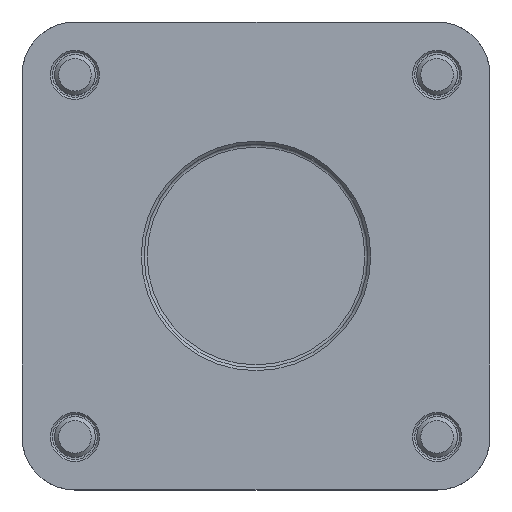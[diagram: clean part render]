
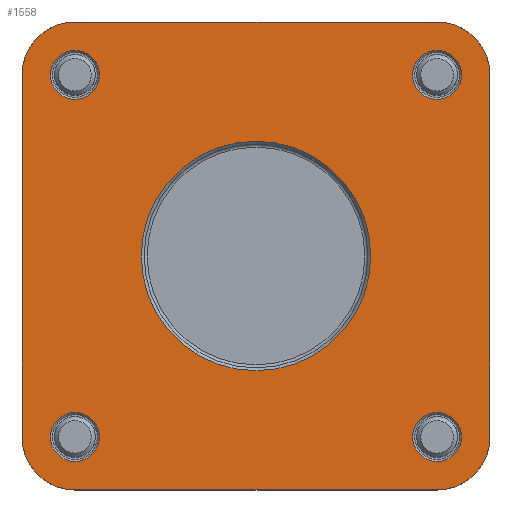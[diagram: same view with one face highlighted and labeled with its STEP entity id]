
A CAD part, top view. The second image highlights one B-rep face of the part: STEP entity #1558.
In plain terms, the highlighted planar face has unit normal (0, 0, 1).
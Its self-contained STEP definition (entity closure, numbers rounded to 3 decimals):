
#1424=CARTESIAN_POINT('',(50.5,44.5,14.));
#1425=VERTEX_POINT('',#1424);
#1426=CARTESIAN_POINT('',(44.5,44.5,14.));
#1427=DIRECTION('',(0.0,0.0,1.0));
#1428=DIRECTION('',(-1.0,0.0,0.0));
#1429=AXIS2_PLACEMENT_3D('',#1426,#1427,#1428);
#1430=CIRCLE('',#1429,6.);
#1431=EDGE_CURVE('',#1425,#1425,#1430,.T.);
#1436=CARTESIAN_POINT('',(0.,0.,14.));
#1437=DIRECTION('',(0.0,0.0,1.0));
#1438=DIRECTION('',(1.0,0.0,0.0));
#1439=AXIS2_PLACEMENT_3D('',#1436,#1437,#1438);
#1440=PLANE('',#1439);
#1441=CARTESIAN_POINT('',(-44.5,-57.5,14.));
#1442=VERTEX_POINT('',#1441);
#1443=CARTESIAN_POINT('',(-57.5,-44.5,14.));
#1444=VERTEX_POINT('',#1443);
#1445=CARTESIAN_POINT('',(-44.5,-44.5,14.));
#1446=DIRECTION('',(0.0,0.0,-1.));
#1447=DIRECTION('',(-0.707,-0.707,0.0));
#1448=AXIS2_PLACEMENT_3D('',#1445,#1446,#1447);
#1449=CIRCLE('',#1448,13.0);
#1450=EDGE_CURVE('',#1442,#1444,#1449,.T.);
#1451=ORIENTED_EDGE('',*,*,#1450,.F.);
#1452=CARTESIAN_POINT('',(44.5,-57.5,14.));
#1453=VERTEX_POINT('',#1452);
#1454=CARTESIAN_POINT('',(44.5,-57.5,14.));
#1455=DIRECTION('',(-1.0,0.0,0.0));
#1456=VECTOR('',#1455,89.);
#1457=LINE('',#1454,#1456);
#1458=EDGE_CURVE('',#1453,#1442,#1457,.T.);
#1459=ORIENTED_EDGE('',*,*,#1458,.F.);
#1460=CARTESIAN_POINT('',(57.5,-44.5,14.));
#1461=VERTEX_POINT('',#1460);
#1462=CARTESIAN_POINT('',(44.5,-44.5,14.));
#1463=DIRECTION('',(0.0,0.0,-1.));
#1464=DIRECTION('',(0.707,-0.707,0.0));
#1465=AXIS2_PLACEMENT_3D('',#1462,#1463,#1464);
#1466=CIRCLE('',#1465,13.0);
#1467=EDGE_CURVE('',#1461,#1453,#1466,.T.);
#1468=ORIENTED_EDGE('',*,*,#1467,.F.);
#1469=CARTESIAN_POINT('',(57.5,44.5,14.));
#1470=VERTEX_POINT('',#1469);
#1471=CARTESIAN_POINT('',(57.5,44.5,14.));
#1472=DIRECTION('',(0.0,-1.0,0.0));
#1473=VECTOR('',#1472,89.0);
#1474=LINE('',#1471,#1473);
#1475=EDGE_CURVE('',#1470,#1461,#1474,.T.);
#1476=ORIENTED_EDGE('',*,*,#1475,.F.);
#1477=CARTESIAN_POINT('',(44.5,57.5,14.));
#1478=VERTEX_POINT('',#1477);
#1479=CARTESIAN_POINT('',(44.5,44.5,14.));
#1480=DIRECTION('',(0.0,0.0,-1.));
#1481=DIRECTION('',(0.707,0.707,0.0));
#1482=AXIS2_PLACEMENT_3D('',#1479,#1480,#1481);
#1483=CIRCLE('',#1482,13.0);
#1484=EDGE_CURVE('',#1478,#1470,#1483,.T.);
#1485=ORIENTED_EDGE('',*,*,#1484,.F.);
#1486=CARTESIAN_POINT('',(-44.5,57.5,14.));
#1487=VERTEX_POINT('',#1486);
#1488=CARTESIAN_POINT('',(-44.5,57.5,14.));
#1489=DIRECTION('',(1.0,0.0,0.0));
#1490=VECTOR('',#1489,89.0);
#1491=LINE('',#1488,#1490);
#1492=EDGE_CURVE('',#1487,#1478,#1491,.T.);
#1493=ORIENTED_EDGE('',*,*,#1492,.F.);
#1494=CARTESIAN_POINT('',(-57.5,44.5,14.));
#1495=VERTEX_POINT('',#1494);
#1496=CARTESIAN_POINT('',(-44.5,44.5,14.));
#1497=DIRECTION('',(0.0,0.0,-1.));
#1498=DIRECTION('',(-0.707,0.707,0.0));
#1499=AXIS2_PLACEMENT_3D('',#1496,#1497,#1498);
#1500=CIRCLE('',#1499,13.);
#1501=EDGE_CURVE('',#1495,#1487,#1500,.T.);
#1502=ORIENTED_EDGE('',*,*,#1501,.F.);
#1503=CARTESIAN_POINT('',(-57.5,-44.5,14.));
#1504=DIRECTION('',(0.0,1.0,0.0));
#1505=VECTOR('',#1504,89.0);
#1506=LINE('',#1503,#1505);
#1507=EDGE_CURVE('',#1444,#1495,#1506,.T.);
#1508=ORIENTED_EDGE('',*,*,#1507,.F.);
#1509=EDGE_LOOP('',(#1451,#1459,#1468,#1476,#1485,#1493,#1502,#1508));
#1510=FACE_OUTER_BOUND('',#1509,.T.);
#1511=CARTESIAN_POINT('',(-38.5,44.5,14.));
#1512=VERTEX_POINT('',#1511);
#1513=CARTESIAN_POINT('',(-44.5,44.5,14.));
#1514=DIRECTION('',(0.0,0.0,1.0));
#1515=DIRECTION('',(-1.0,0.0,0.0));
#1516=AXIS2_PLACEMENT_3D('',#1513,#1514,#1515);
#1517=CIRCLE('',#1516,6.);
#1518=EDGE_CURVE('',#1512,#1512,#1517,.T.);
#1519=ORIENTED_EDGE('',*,*,#1518,.F.);
#1520=EDGE_LOOP('',(#1519));
#1521=FACE_BOUND('',#1520,.T.);
#1522=CARTESIAN_POINT('',(-38.5,-44.5,14.));
#1523=VERTEX_POINT('',#1522);
#1524=CARTESIAN_POINT('',(-44.5,-44.5,14.));
#1525=DIRECTION('',(0.0,0.0,1.0));
#1526=DIRECTION('',(-1.0,0.0,0.0));
#1527=AXIS2_PLACEMENT_3D('',#1524,#1525,#1526);
#1528=CIRCLE('',#1527,6.);
#1529=EDGE_CURVE('',#1523,#1523,#1528,.T.);
#1530=ORIENTED_EDGE('',*,*,#1529,.F.);
#1531=EDGE_LOOP('',(#1530));
#1532=FACE_BOUND('',#1531,.T.);
#1533=CARTESIAN_POINT('',(28.2,0.,14.));
#1534=VERTEX_POINT('',#1533);
#1535=CARTESIAN_POINT('',(0.0,0.0,14.));
#1536=DIRECTION('',(0.0,0.0,1.0));
#1537=DIRECTION('',(-1.0,0.0,0.0));
#1538=AXIS2_PLACEMENT_3D('',#1535,#1536,#1537);
#1539=CIRCLE('',#1538,28.2);
#1540=EDGE_CURVE('',#1534,#1534,#1539,.T.);
#1541=ORIENTED_EDGE('',*,*,#1540,.F.);
#1542=EDGE_LOOP('',(#1541));
#1543=FACE_BOUND('',#1542,.T.);
#1544=CARTESIAN_POINT('',(50.5,-44.5,14.));
#1545=VERTEX_POINT('',#1544);
#1546=CARTESIAN_POINT('',(44.5,-44.5,14.));
#1547=DIRECTION('',(0.0,0.0,1.0));
#1548=DIRECTION('',(-1.0,0.0,0.0));
#1549=AXIS2_PLACEMENT_3D('',#1546,#1547,#1548);
#1550=CIRCLE('',#1549,6.);
#1551=EDGE_CURVE('',#1545,#1545,#1550,.T.);
#1552=ORIENTED_EDGE('',*,*,#1551,.F.);
#1553=EDGE_LOOP('',(#1552));
#1554=FACE_BOUND('',#1553,.T.);
#1555=ORIENTED_EDGE('',*,*,#1431,.F.);
#1556=EDGE_LOOP('',(#1555));
#1557=FACE_BOUND('',#1556,.T.);
#1558=ADVANCED_FACE('',(#1510,#1521,#1532,#1543,#1554,#1557),#1440,.T.);
